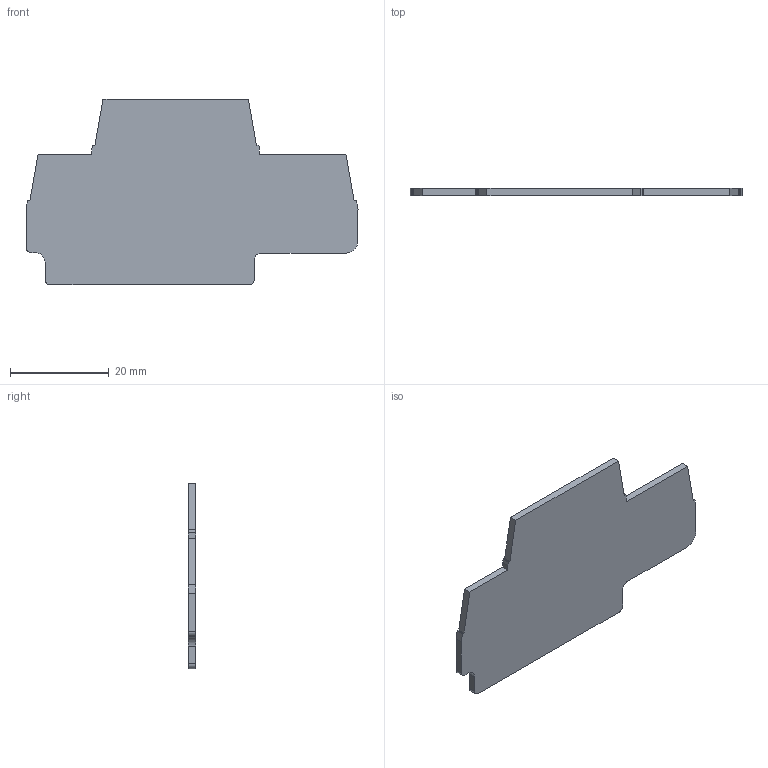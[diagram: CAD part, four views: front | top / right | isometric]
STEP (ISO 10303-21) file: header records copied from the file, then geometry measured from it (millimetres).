
FILE_DESCRIPTION (( 'STEP AP214' ), '1' );
FILE_NAME ('EPCPDL1.5.STEP', '2024-11-15T13:59:19', ( '' ), ( '' ), 'SwSTEP 2.0', 'SolidWorks 2022', '' );
FILE_SCHEMA (( 'AUTOMOTIVE_DESIGN' ));
Length unit declared in the file: millimetre
Products named in the file (1): EPCPDL1.5
Bounding box: 67.2 x 1.5 x 37.55 mm (x, y, z)
Volume: 2900 mm3; surface area: 4165.1 mm2
Topology: 1 solids, 1 shells, 36 faces, 102 edges, 68 vertices
Faces by surface type: plane 26, cylinder 10
Entity records: 1200 total; most frequent: CARTESIAN_POINT 207, ORIENTED_EDGE 204, DIRECTION 196, EDGE_CURVE 102, VECTOR 82, LINE 82, VERTEX_POINT 68, AXIS2_PLACEMENT_3D 57
